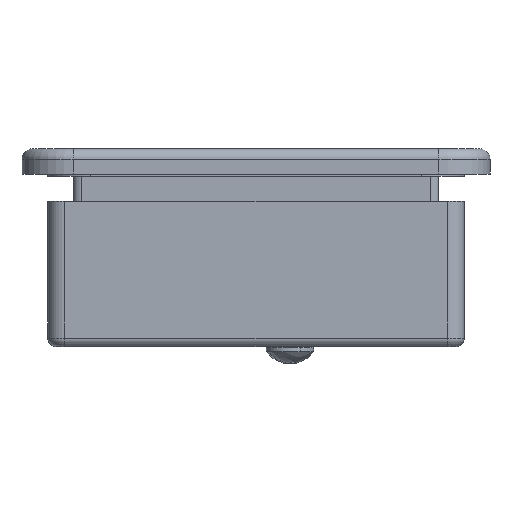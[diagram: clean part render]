
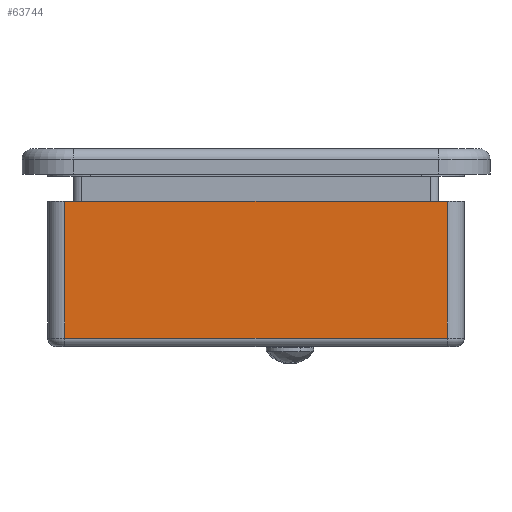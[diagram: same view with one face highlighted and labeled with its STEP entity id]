
A CAD part, left-side view. The second image highlights one B-rep face of the part: STEP entity #63744.
In plain terms, the highlighted planar face has unit normal (-1, 0, 0).
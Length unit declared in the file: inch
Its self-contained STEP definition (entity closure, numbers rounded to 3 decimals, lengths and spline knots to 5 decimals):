
#7091 = VECTOR ( 'NONE', #51811, 39.37008 ) ;
#8229 = EDGE_CURVE ( 'NONE', #46288, #54214, #89466, .T. ) ;
#14160 = CARTESIAN_POINT ( 'NONE',  ( -1.87008, -0.88583, 0.04193 ) ) ;
#17127 = PLANE ( 'NONE',  #97275 ) ;
#20188 = VECTOR ( 'NONE', #90215, 39.37008 ) ;
#24177 = LINE ( 'NONE', #14160, #95000 ) ;
#24355 = CARTESIAN_POINT ( 'NONE',  ( -1.87008, -0.88583, 0.00256 ) ) ;
#30117 = DIRECTION ( 'NONE',  ( -1., 0., 0. ) ) ;
#30515 = CARTESIAN_POINT ( 'NONE',  ( -1.87008, -0.88583, 0.675 ) ) ;
#34013 = CARTESIAN_POINT ( 'NONE',  ( -1.87008, 0.88583, 0.04193 ) ) ;
#34328 = VERTEX_POINT ( 'NONE', #34013 ) ;
#46288 = VERTEX_POINT ( 'NONE', #84105 ) ;
#47232 = EDGE_CURVE ( 'NONE', #46288, #34328, #134906, .T. ) ;
#51665 = ORIENTED_EDGE ( 'NONE', *, *, #66323, .T. ) ;
#51811 = DIRECTION ( 'NONE',  ( 0., 0., 1. ) ) ;
#52672 = VECTOR ( 'NONE', #88292, 39.37008 ) ;
#54214 = VERTEX_POINT ( 'NONE', #30515 ) ;
#58659 = VERTEX_POINT ( 'NONE', #122531 ) ;
#61575 = DIRECTION ( 'NONE',  ( 0., -1., 0. ) ) ;
#63744 = ADVANCED_FACE ( 'NONE', ( #76784 ), #17127, .T. ) ;
#66323 = EDGE_CURVE ( 'NONE', #58659, #54214, #129178, .T. ) ;
#67281 = EDGE_LOOP ( 'NONE', ( #76850, #147570, #51665, #95680 ) ) ;
#76784 = FACE_OUTER_BOUND ( 'NONE', #67281, .T. ) ;
#76850 = ORIENTED_EDGE ( 'NONE', *, *, #47232, .T. ) ;
#84105 = CARTESIAN_POINT ( 'NONE',  ( -1.87008, 0.88583, 0.675 ) ) ;
#88292 = DIRECTION ( 'NONE',  ( 0., 0., -1. ) ) ;
#88299 = CARTESIAN_POINT ( 'NONE',  ( -1.87008, 0.96457, 0.00256 ) ) ;
#89466 = LINE ( 'NONE', #113254, #20188 ) ;
#90215 = DIRECTION ( 'NONE',  ( 0., -1., 0. ) ) ;
#95000 = VECTOR ( 'NONE', #61575, 39.37008 ) ;
#95680 = ORIENTED_EDGE ( 'NONE', *, *, #8229, .F. ) ;
#97275 = AXIS2_PLACEMENT_3D ( 'NONE', #88299, #30117, #145594 ) ;
#102434 = EDGE_CURVE ( 'NONE', #34328, #58659, #24177, .T. ) ;
#113254 = CARTESIAN_POINT ( 'NONE',  ( -1.87008, 0., 0.675 ) ) ;
#122531 = CARTESIAN_POINT ( 'NONE',  ( -1.87008, -0.88583, 0.04193 ) ) ;
#122741 = CARTESIAN_POINT ( 'NONE',  ( -1.87008, 0.88583, 0.00256 ) ) ;
#129178 = LINE ( 'NONE', #24355, #7091 ) ;
#134906 = LINE ( 'NONE', #122741, #52672 ) ;
#145594 = DIRECTION ( 'NONE',  ( 0., 0., 1. ) ) ;
#147570 = ORIENTED_EDGE ( 'NONE', *, *, #102434, .T. ) ;
